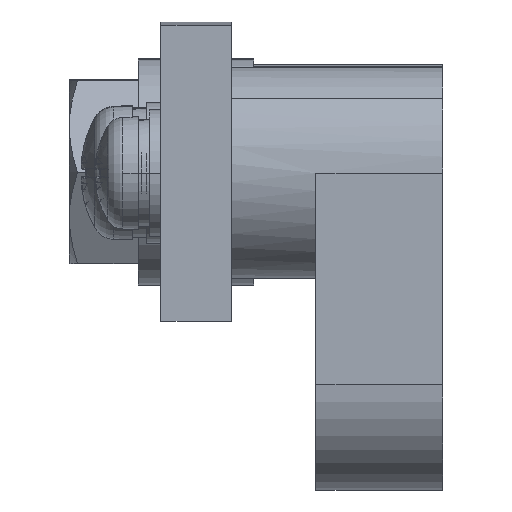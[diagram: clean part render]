
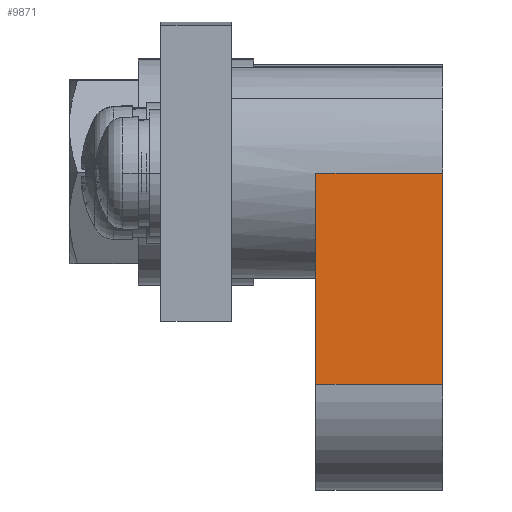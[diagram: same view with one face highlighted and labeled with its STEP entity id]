
A CAD part, left-side view. The second image highlights one B-rep face of the part: STEP entity #9871.
In plain terms, the highlighted face is planar.
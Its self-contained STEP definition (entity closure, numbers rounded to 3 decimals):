
#61 = CARTESIAN_POINT ( 'NONE',  ( -7.5, 0., -7.5 ) ) ;
#385 = LINE ( 'NONE', #10907, #2732 ) ;
#466 = ORIENTED_EDGE ( 'NONE', *, *, #7544, .F. ) ;
#569 = DIRECTION ( 'NONE',  ( 0., 0., -1. ) ) ;
#794 = CARTESIAN_POINT ( 'NONE',  ( -7.5, 0., -7.5 ) ) ;
#860 = DIRECTION ( 'NONE',  ( 0., -1., 0. ) ) ;
#871 = VECTOR ( 'NONE', #5381, 1000. ) ;
#881 = ORIENTED_EDGE ( 'NONE', *, *, #4506, .F. ) ;
#1363 = PLANE ( 'NONE',  #3185 ) ;
#2205 = LINE ( 'NONE', #2754, #871 ) ;
#2591 = EDGE_LOOP ( 'NONE', ( #4903, #466, #881, #4118 ) ) ;
#2610 = EDGE_CURVE ( 'NONE', #5802, #6145, #8677, .T. ) ;
#2624 = LINE ( 'NONE', #2840, #5940 ) ;
#2732 = VECTOR ( 'NONE', #3019, 1000. ) ;
#2754 = CARTESIAN_POINT ( 'NONE',  ( -15., 0., -7.5 ) ) ;
#2840 = CARTESIAN_POINT ( 'NONE',  ( 7.5, 0., -7.5 ) ) ;
#3019 = DIRECTION ( 'NONE',  ( -1., 0., 0. ) ) ;
#3185 = AXIS2_PLACEMENT_3D ( 'NONE', #6485, #569, #9304 ) ;
#3191 = EDGE_CURVE ( 'NONE', #6145, #5845, #2205, .T. ) ;
#3760 = CARTESIAN_POINT ( 'NONE',  ( 7.5, 9., -7.5 ) ) ;
#4118 = ORIENTED_EDGE ( 'NONE', *, *, #3191, .F. ) ;
#4506 = EDGE_CURVE ( 'NONE', #5845, #7839, #2624, .T. ) ;
#4903 = ORIENTED_EDGE ( 'NONE', *, *, #2610, .F. ) ;
#5318 = CARTESIAN_POINT ( 'NONE',  ( 7.5, 0., -7.5 ) ) ;
#5381 = DIRECTION ( 'NONE',  ( 1., 0., 0. ) ) ;
#5802 = VERTEX_POINT ( 'NONE', #8609 ) ;
#5845 = VERTEX_POINT ( 'NONE', #5318 ) ;
#5940 = VECTOR ( 'NONE', #6349, 1000. ) ;
#6145 = VERTEX_POINT ( 'NONE', #794 ) ;
#6349 = DIRECTION ( 'NONE',  ( 0., 1., 0. ) ) ;
#6485 = CARTESIAN_POINT ( 'NONE',  ( 15., 0., -7.5 ) ) ;
#7099 = VECTOR ( 'NONE', #860, 1000. ) ;
#7544 = EDGE_CURVE ( 'NONE', #7839, #5802, #385, .T. ) ;
#7839 = VERTEX_POINT ( 'NONE', #3760 ) ;
#8383 = FACE_OUTER_BOUND ( 'NONE', #2591, .T. ) ;
#8609 = CARTESIAN_POINT ( 'NONE',  ( -7.5, 9., -7.5 ) ) ;
#8677 = LINE ( 'NONE', #61, #7099 ) ;
#9304 = DIRECTION ( 'NONE',  ( -1., 0., 0. ) ) ;
#9871 = ADVANCED_FACE ( 'NONE', ( #8383 ), #1363, .T. ) ;
#10907 = CARTESIAN_POINT ( 'NONE',  ( -15., 9., -7.5 ) ) ;
